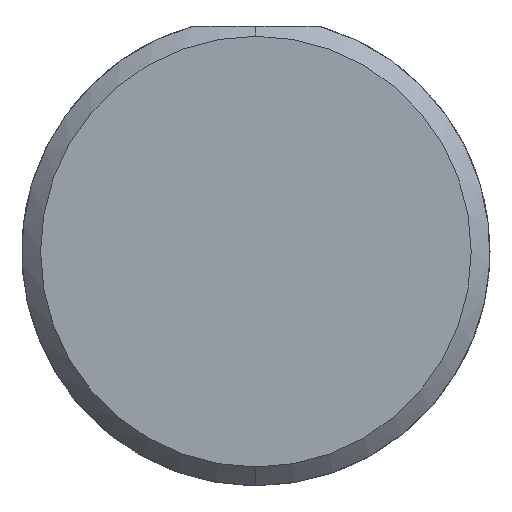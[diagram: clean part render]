
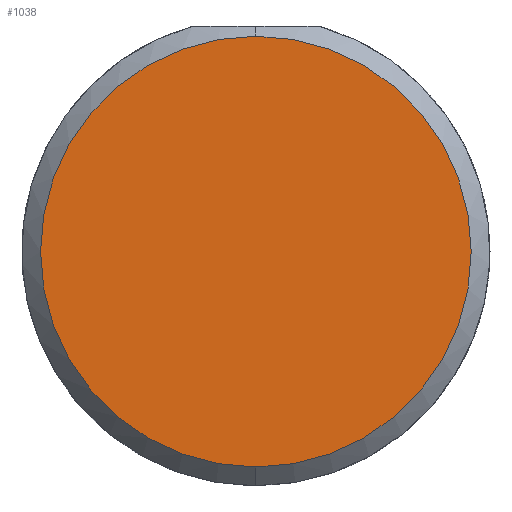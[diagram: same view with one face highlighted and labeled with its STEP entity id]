
A CAD part, left-side view. The second image highlights one B-rep face of the part: STEP entity #1038.
In plain terms, the highlighted planar face has unit normal (-1, 0, 0).
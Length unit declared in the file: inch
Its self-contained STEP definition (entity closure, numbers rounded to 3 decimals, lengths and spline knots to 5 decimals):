
#6 = CARTESIAN_POINT ( 'NONE',  ( 0., 0., -0.17235 ) ) ;
#7 = CIRCLE ( 'NONE', #811, 0.17235 ) ;
#16 = DIRECTION ( 'NONE',  ( 0., 0., -1. ) ) ;
#156 = DIRECTION ( 'NONE',  ( 0., 0., -1. ) ) ;
#161 = ORIENTED_EDGE ( 'NONE', *, *, #717, .T. ) ;
#209 = VERTEX_POINT ( 'NONE', #734 ) ;
#252 = CARTESIAN_POINT ( 'NONE',  ( 0., 0., 0. ) ) ;
#261 = VERTEX_POINT ( 'NONE', #6 ) ;
#306 = ORIENTED_EDGE ( 'NONE', *, *, #1062, .T. ) ;
#475 = CARTESIAN_POINT ( 'NONE',  ( 0., 0., 0. ) ) ;
#573 = FACE_OUTER_BOUND ( 'NONE', #1095, .T. ) ;
#594 = CIRCLE ( 'NONE', #927, 0.17235 ) ;
#657 = AXIS2_PLACEMENT_3D ( 'NONE', #761, #670, #16 ) ;
#670 = DIRECTION ( 'NONE',  ( 1., 0., 0. ) ) ;
#717 = EDGE_CURVE ( 'NONE', #261, #209, #594, .T. ) ;
#734 = CARTESIAN_POINT ( 'NONE',  ( 0., 0., 0.17235 ) ) ;
#761 = CARTESIAN_POINT ( 'NONE',  ( 0., 0., 0. ) ) ;
#811 = AXIS2_PLACEMENT_3D ( 'NONE', #475, #1154, #856 ) ;
#842 = PLANE ( 'NONE',  #657 ) ;
#856 = DIRECTION ( 'NONE',  ( 0., 0., -1. ) ) ;
#927 = AXIS2_PLACEMENT_3D ( 'NONE', #252, #983, #156 ) ;
#983 = DIRECTION ( 'NONE',  ( -1., 0., 0. ) ) ;
#1038 = ADVANCED_FACE ( 'NONE', ( #573 ), #842, .F. ) ;
#1062 = EDGE_CURVE ( 'NONE', #209, #261, #7, .T. ) ;
#1095 = EDGE_LOOP ( 'NONE', ( #161, #306 ) ) ;
#1154 = DIRECTION ( 'NONE',  ( -1., 0., 0. ) ) ;
